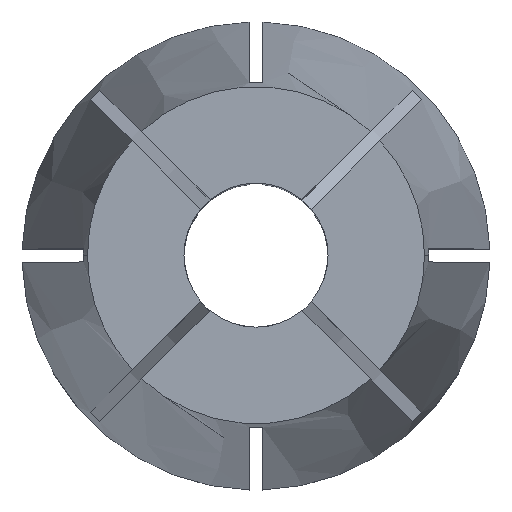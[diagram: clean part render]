
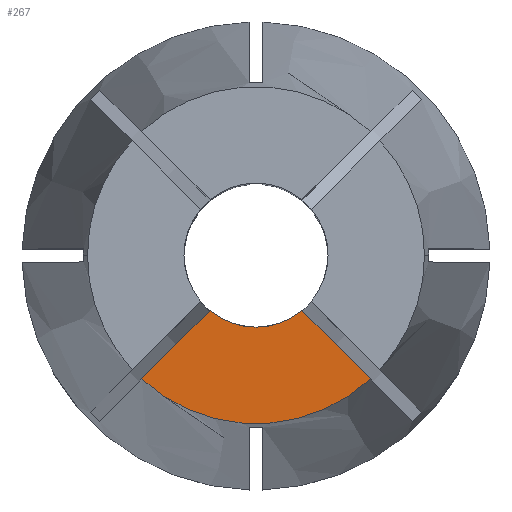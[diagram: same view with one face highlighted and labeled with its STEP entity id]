
A CAD part, top view. The second image highlights one B-rep face of the part: STEP entity #267.
In plain terms, the highlighted planar face has unit normal (0, 0, 1).
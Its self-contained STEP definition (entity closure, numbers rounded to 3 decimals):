
#17 = CARTESIAN_POINT ( 'NONE',  ( 6.348, -6.879, 0. ) ) ;
#30 = VERTEX_POINT ( 'NONE', #1328 ) ;
#32 = CARTESIAN_POINT ( 'NONE',  ( 2.551, -3.081, 0. ) ) ;
#179 = CARTESIAN_POINT ( 'NONE',  ( -0.265, -0.265, 0. ) ) ;
#233 = PLANE ( 'NONE',  #1462 ) ;
#267 = ADVANCED_FACE ( 'NONE', ( #364 ), #233, .F. ) ;
#364 = FACE_OUTER_BOUND ( 'NONE', #1646, .T. ) ;
#411 = VECTOR ( 'NONE', #1435, 1000. ) ;
#433 = DIRECTION ( 'NONE',  ( -1., 0., 0. ) ) ;
#683 = AXIS2_PLACEMENT_3D ( 'NONE', #944, #841, #811 ) ;
#707 = DIRECTION ( 'NONE',  ( 0., 0., 1. ) ) ;
#776 = EDGE_CURVE ( 'NONE', #1050, #1984, #2075, .T. ) ;
#811 = DIRECTION ( 'NONE',  ( 1., 0., 0. ) ) ;
#841 = DIRECTION ( 'NONE',  ( 0., 0., 1. ) ) ;
#944 = CARTESIAN_POINT ( 'NONE',  ( 0., 0., 0. ) ) ;
#1019 = ORIENTED_EDGE ( 'NONE', *, *, #776, .F. ) ;
#1028 = CARTESIAN_POINT ( 'NONE',  ( 0.265, -0.265, 0. ) ) ;
#1050 = VERTEX_POINT ( 'NONE', #1677 ) ;
#1180 = VECTOR ( 'NONE', #1498, 1000. ) ;
#1197 = EDGE_CURVE ( 'NONE', #30, #1050, #1509, .T. ) ;
#1213 = VERTEX_POINT ( 'NONE', #17 ) ;
#1328 = CARTESIAN_POINT ( 'NONE',  ( -6.348, -6.879, 0. ) ) ;
#1377 = CIRCLE ( 'NONE', #683, 9.36 ) ;
#1384 = LINE ( 'NONE', #179, #411 ) ;
#1435 = DIRECTION ( 'NONE',  ( -0.707, 0.707, 0. ) ) ;
#1461 = DIRECTION ( 'NONE',  ( 1., 0., 0. ) ) ;
#1462 = AXIS2_PLACEMENT_3D ( 'NONE', #1985, #2070, #433 ) ;
#1498 = DIRECTION ( 'NONE',  ( 0.707, 0.707, 0. ) ) ;
#1505 = AXIS2_PLACEMENT_3D ( 'NONE', #1602, #707, #1461 ) ;
#1509 = LINE ( 'NONE', #1028, #1180 ) ;
#1602 = CARTESIAN_POINT ( 'NONE',  ( 0., 0., 0. ) ) ;
#1646 = EDGE_LOOP ( 'NONE', ( #1991, #1735, #1762, #1019 ) ) ;
#1677 = CARTESIAN_POINT ( 'NONE',  ( -2.551, -3.081, 0. ) ) ;
#1702 = EDGE_CURVE ( 'NONE', #1213, #1984, #1384, .T. ) ;
#1735 = ORIENTED_EDGE ( 'NONE', *, *, #1781, .T. ) ;
#1762 = ORIENTED_EDGE ( 'NONE', *, *, #1702, .T. ) ;
#1781 = EDGE_CURVE ( 'NONE', #30, #1213, #1377, .T. ) ;
#1984 = VERTEX_POINT ( 'NONE', #32 ) ;
#1985 = CARTESIAN_POINT ( 'NONE',  ( 0., 0., 0. ) ) ;
#1991 = ORIENTED_EDGE ( 'NONE', *, *, #1197, .F. ) ;
#2070 = DIRECTION ( 'NONE',  ( 0., 0., -1. ) ) ;
#2075 = CIRCLE ( 'NONE', #1505, 4. ) ;
